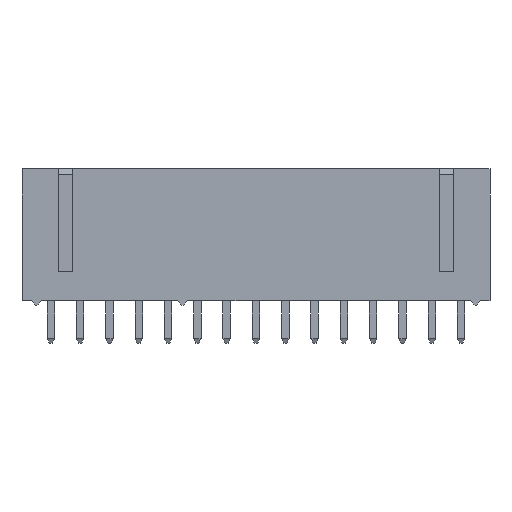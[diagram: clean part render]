
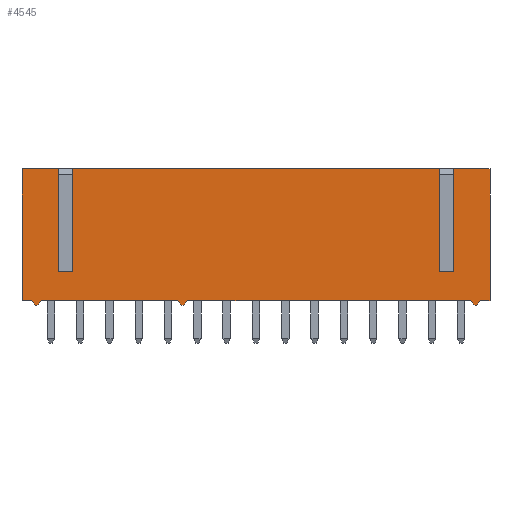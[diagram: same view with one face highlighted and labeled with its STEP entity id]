
A CAD part, front view. The second image highlights one B-rep face of the part: STEP entity #4545.
In plain terms, the highlighted planar face has unit normal (0, -1, 0).
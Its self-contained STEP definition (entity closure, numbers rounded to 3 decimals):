
#9=DIRECTION('',(1.,0.,0.));
#10=VECTOR('',#9,3.135);
#11=CARTESIAN_POINT('',(-20.28,-2.55,0.));
#12=LINE('',#11,#10);
#73=DIRECTION('',(1.,0.,0.));
#74=VECTOR('',#73,3.135);
#75=CARTESIAN_POINT('',(17.145,-2.55,0.));
#76=LINE('',#75,#74);
#121=DIRECTION('',(1.,0.,0.));
#122=VECTOR('',#121,31.75);
#123=CARTESIAN_POINT('',(-15.875,-2.55,0.));
#124=LINE('',#123,#122);
#233=DIRECTION('',(-0.707,0.,-0.707));
#234=VECTOR('',#233,0.537);
#235=CARTESIAN_POINT('',(-18.605,-2.55,-11.43));
#236=LINE('',#235,#234);
#237=DIRECTION('',(-1.,0.,0.));
#238=VECTOR('',#237,0.13);
#239=CARTESIAN_POINT('',(-18.985,-2.55,-11.81));
#240=LINE('',#239,#238);
#241=DIRECTION('',(-0.707,0.,0.707));
#242=VECTOR('',#241,0.537);
#243=CARTESIAN_POINT('',(-19.115,-2.55,-11.81));
#244=LINE('',#243,#242);
#245=DIRECTION('',(0.,0.,-1.));
#246=VECTOR('',#245,11.43);
#247=CARTESIAN_POINT('',(-20.28,-2.55,0.));
#248=LINE('',#247,#246);
#249=DIRECTION('',(0.,0.,-1.));
#250=VECTOR('',#249,8.89);
#251=CARTESIAN_POINT('',(-17.145,-2.55,0.));
#252=LINE('',#251,#250);
#253=DIRECTION('',(1.,0.,0.));
#254=VECTOR('',#253,1.27);
#255=CARTESIAN_POINT('',(-17.145,-2.55,-8.89));
#256=LINE('',#255,#254);
#257=DIRECTION('',(0.,0.,-1.));
#258=VECTOR('',#257,8.89);
#259=CARTESIAN_POINT('',(-15.875,-2.55,0.));
#260=LINE('',#259,#258);
#261=DIRECTION('',(0.,0.,-1.));
#262=VECTOR('',#261,8.89);
#263=CARTESIAN_POINT('',(15.875,-2.55,0.));
#264=LINE('',#263,#262);
#265=DIRECTION('',(1.,0.,0.));
#266=VECTOR('',#265,1.27);
#267=CARTESIAN_POINT('',(15.875,-2.55,-8.89));
#268=LINE('',#267,#266);
#269=DIRECTION('',(0.,0.,-1.));
#270=VECTOR('',#269,8.89);
#271=CARTESIAN_POINT('',(17.145,-2.55,0.));
#272=LINE('',#271,#270);
#273=DIRECTION('',(-0.707,0.,-0.707));
#274=VECTOR('',#273,0.537);
#275=CARTESIAN_POINT('',(19.495,-2.55,-11.43));
#276=LINE('',#275,#274);
#277=DIRECTION('',(-1.,0.,0.));
#278=VECTOR('',#277,0.13);
#279=CARTESIAN_POINT('',(19.115,-2.55,-11.81));
#280=LINE('',#279,#278);
#281=DIRECTION('',(-0.707,0.,0.707));
#282=VECTOR('',#281,0.537);
#283=CARTESIAN_POINT('',(18.985,-2.55,-11.81));
#284=LINE('',#283,#282);
#285=DIRECTION('',(-0.707,0.,-0.707));
#286=VECTOR('',#285,0.537);
#287=CARTESIAN_POINT('',(-5.905,-2.55,-11.43));
#288=LINE('',#287,#286);
#289=DIRECTION('',(-1.,0.,0.));
#290=VECTOR('',#289,0.13);
#291=CARTESIAN_POINT('',(-6.285,-2.55,-11.81));
#292=LINE('',#291,#290);
#293=DIRECTION('',(-0.707,0.,0.707));
#294=VECTOR('',#293,0.537);
#295=CARTESIAN_POINT('',(-6.415,-2.55,-11.81));
#296=LINE('',#295,#294);
#301=DIRECTION('',(1.,0.,0.));
#302=VECTOR('',#301,0.785);
#303=CARTESIAN_POINT('',(19.495,-2.55,-11.43));
#304=LINE('',#303,#302);
#333=DIRECTION('',(1.,0.,0.));
#334=VECTOR('',#333,24.51);
#335=CARTESIAN_POINT('',(-5.905,-2.55,-11.43));
#336=LINE('',#335,#334);
#349=DIRECTION('',(1.,0.,0.));
#350=VECTOR('',#349,11.81);
#351=CARTESIAN_POINT('',(-18.605,-2.55,-11.43));
#352=LINE('',#351,#350);
#389=DIRECTION('',(1.,0.,0.));
#390=VECTOR('',#389,0.785);
#391=CARTESIAN_POINT('',(-20.28,-2.55,-11.43));
#392=LINE('',#391,#390);
#761=DIRECTION('',(0.,0.,-1.));
#762=VECTOR('',#761,11.43);
#763=CARTESIAN_POINT('',(20.28,-2.55,0.));
#764=LINE('',#763,#762);
#3194=CARTESIAN_POINT('',(-20.28,-2.55,0.));
#3196=VERTEX_POINT('',#3194);
#3202=CARTESIAN_POINT('',(-20.28,-2.55,-11.43));
#3204=VERTEX_POINT('',#3202);
#3217=CARTESIAN_POINT('',(20.28,-2.55,0.));
#3219=VERTEX_POINT('',#3217);
#3233=CARTESIAN_POINT('',(20.28,-2.55,-11.43));
#3235=VERTEX_POINT('',#3233);
#3281=CARTESIAN_POINT('',(-17.145,-2.55,-8.89));
#3282=CARTESIAN_POINT('',(-15.875,-2.55,-8.89));
#3283=VERTEX_POINT('',#3281);
#3284=VERTEX_POINT('',#3282);
#3285=CARTESIAN_POINT('',(15.875,-2.55,-8.89));
#3286=CARTESIAN_POINT('',(17.145,-2.55,-8.89));
#3287=VERTEX_POINT('',#3285);
#3288=VERTEX_POINT('',#3286);
#3289=CARTESIAN_POINT('',(-17.145,-2.55,0.));
#3290=VERTEX_POINT('',#3289);
#3291=CARTESIAN_POINT('',(-15.875,-2.55,0.));
#3292=VERTEX_POINT('',#3291);
#3293=CARTESIAN_POINT('',(15.875,-2.55,0.));
#3294=VERTEX_POINT('',#3293);
#3295=CARTESIAN_POINT('',(17.145,-2.55,0.));
#3296=VERTEX_POINT('',#3295);
#3393=CARTESIAN_POINT('',(19.115,-2.55,-11.81));
#3394=CARTESIAN_POINT('',(18.985,-2.55,-11.81));
#3395=VERTEX_POINT('',#3393);
#3396=VERTEX_POINT('',#3394);
#3397=CARTESIAN_POINT('',(19.495,-2.55,-11.43));
#3399=VERTEX_POINT('',#3397);
#3401=CARTESIAN_POINT('',(18.605,-2.55,-11.43));
#3403=VERTEX_POINT('',#3401);
#3409=CARTESIAN_POINT('',(-6.285,-2.55,-11.81));
#3410=CARTESIAN_POINT('',(-6.415,-2.55,-11.81));
#3411=VERTEX_POINT('',#3409);
#3412=VERTEX_POINT('',#3410);
#3417=CARTESIAN_POINT('',(-5.905,-2.55,-11.43));
#3418=VERTEX_POINT('',#3417);
#3419=CARTESIAN_POINT('',(-6.795,-2.55,-11.43));
#3420=VERTEX_POINT('',#3419);
#3425=CARTESIAN_POINT('',(-18.985,-2.55,-11.81));
#3426=CARTESIAN_POINT('',(-19.115,-2.55,-11.81));
#3427=VERTEX_POINT('',#3425);
#3428=VERTEX_POINT('',#3426);
#3433=CARTESIAN_POINT('',(-18.605,-2.55,-11.43));
#3434=VERTEX_POINT('',#3433);
#3435=CARTESIAN_POINT('',(-19.495,-2.55,-11.43));
#3436=VERTEX_POINT('',#3435);
#4495=CARTESIAN_POINT('',(-20.28,-2.55,0.));
#4496=DIRECTION('',(0.,-1.,0.));
#4497=DIRECTION('',(1.,0.,0.));
#4498=AXIS2_PLACEMENT_3D('',#4495,#4496,#4497);
#4499=PLANE('',#4498);
#4501=ORIENTED_EDGE('',*,*,#4500,.F.);
#4503=ORIENTED_EDGE('',*,*,#4502,.T.);
#4505=ORIENTED_EDGE('',*,*,#4504,.T.);
#4507=ORIENTED_EDGE('',*,*,#4506,.T.);
#4509=ORIENTED_EDGE('',*,*,#4508,.F.);
#4511=ORIENTED_EDGE('',*,*,#4510,.F.);
#4512=ORIENTED_EDGE('',*,*,#4178,.T.);
#4513=ORIENTED_EDGE('',*,*,#4274,.T.);
#4515=ORIENTED_EDGE('',*,*,#4514,.T.);
#4517=ORIENTED_EDGE('',*,*,#4516,.F.);
#4518=ORIENTED_EDGE('',*,*,#4242,.T.);
#4520=ORIENTED_EDGE('',*,*,#4519,.T.);
#4522=ORIENTED_EDGE('',*,*,#4521,.T.);
#4523=ORIENTED_EDGE('',*,*,#4486,.F.);
#4524=ORIENTED_EDGE('',*,*,#4210,.T.);
#4526=ORIENTED_EDGE('',*,*,#4525,.T.);
#4528=ORIENTED_EDGE('',*,*,#4527,.F.);
#4530=ORIENTED_EDGE('',*,*,#4529,.T.);
#4532=ORIENTED_EDGE('',*,*,#4531,.T.);
#4534=ORIENTED_EDGE('',*,*,#4533,.T.);
#4536=ORIENTED_EDGE('',*,*,#4535,.F.);
#4538=ORIENTED_EDGE('',*,*,#4537,.T.);
#4540=ORIENTED_EDGE('',*,*,#4539,.T.);
#4542=ORIENTED_EDGE('',*,*,#4541,.T.);
#4543=EDGE_LOOP('',(#4501,#4503,#4505,#4507,#4509,#4511,#4512,#4513,#4515,#4517,
#4518,#4520,#4522,#4523,#4524,#4526,#4528,#4530,#4532,#4534,#4536,#4538,#4540,
#4542));
#4544=FACE_OUTER_BOUND('',#4543,.F.);
#4545=ADVANCED_FACE('',(#4544),#4499,.T.);
#4178=EDGE_CURVE('',#3196,#3290,#12,.T.);
#4210=EDGE_CURVE('',#3296,#3219,#76,.T.);
#4242=EDGE_CURVE('',#3292,#3294,#124,.T.);
#4274=EDGE_CURVE('',#3290,#3283,#252,.T.);
#4486=EDGE_CURVE('',#3296,#3288,#272,.T.);
#4500=EDGE_CURVE('',#3434,#3420,#352,.T.);
#4502=EDGE_CURVE('',#3434,#3427,#236,.T.);
#4504=EDGE_CURVE('',#3427,#3428,#240,.T.);
#4506=EDGE_CURVE('',#3428,#3436,#244,.T.);
#4508=EDGE_CURVE('',#3204,#3436,#392,.T.);
#4510=EDGE_CURVE('',#3196,#3204,#248,.T.);
#4514=EDGE_CURVE('',#3283,#3284,#256,.T.);
#4516=EDGE_CURVE('',#3292,#3284,#260,.T.);
#4519=EDGE_CURVE('',#3294,#3287,#264,.T.);
#4521=EDGE_CURVE('',#3287,#3288,#268,.T.);
#4525=EDGE_CURVE('',#3219,#3235,#764,.T.);
#4527=EDGE_CURVE('',#3399,#3235,#304,.T.);
#4529=EDGE_CURVE('',#3399,#3395,#276,.T.);
#4531=EDGE_CURVE('',#3395,#3396,#280,.T.);
#4533=EDGE_CURVE('',#3396,#3403,#284,.T.);
#4535=EDGE_CURVE('',#3418,#3403,#336,.T.);
#4537=EDGE_CURVE('',#3418,#3411,#288,.T.);
#4539=EDGE_CURVE('',#3411,#3412,#292,.T.);
#4541=EDGE_CURVE('',#3412,#3420,#296,.T.);
